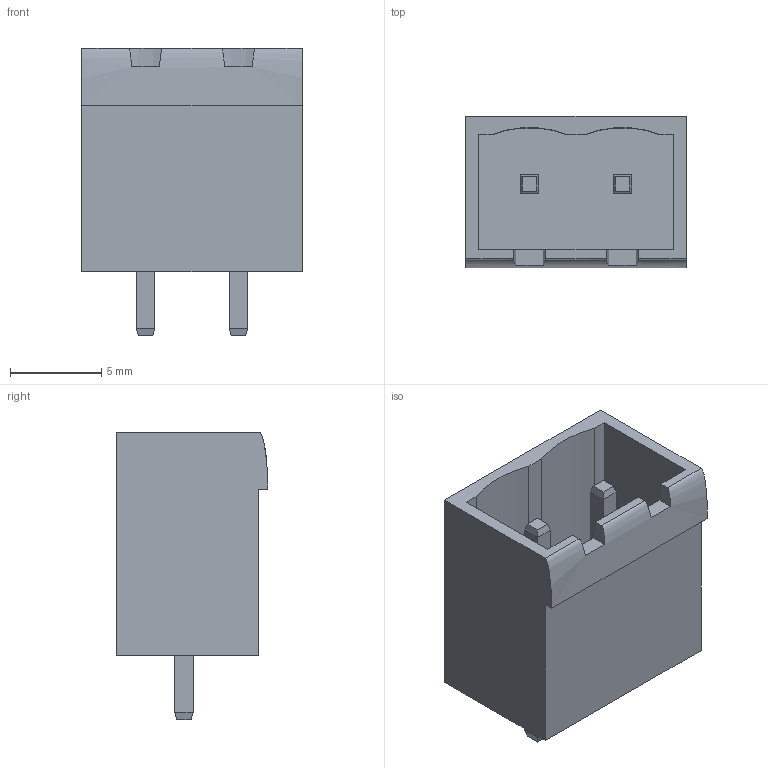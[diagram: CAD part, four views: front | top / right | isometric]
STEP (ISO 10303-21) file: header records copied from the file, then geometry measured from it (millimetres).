
FILE_DESCRIPTION (( 'STEP AP214' ), '1' );
FILE_NAME ('CONN-TH_WJ5.08-LI-2P-4.step', '2022-08-08T03:37:59', ( '' ), ( '' ), 'SwSTEP 2.0', 'SolidWorks 2020', '' );
FILE_SCHEMA (( 'AUTOMOTIVE_DESIGN' ));
Length unit declared in the file: millimetre
Products named in the file (1): CONN-TH_WJ5.08-LI-2P-4
Bounding box: 12.06 x 8.3 x 15.7 mm (x, y, z)
Volume: 523.5 mm3; surface area: 1140.6 mm2
Topology: 14 solids, 14 shells, 441 faces, 1159 edges, 766 vertices
Faces by surface type: plane 308, bspline 127, cylinder 6
Entity records: 20424 total; most frequent: CARTESIAN_POINT 5394, ORIENTED_EDGE 2318, DIRECTION 1535, EDGE_CURVE 1159, VECTOR 881, LINE 881, VERTEX_POINT 766, EDGE_LOOP 473
